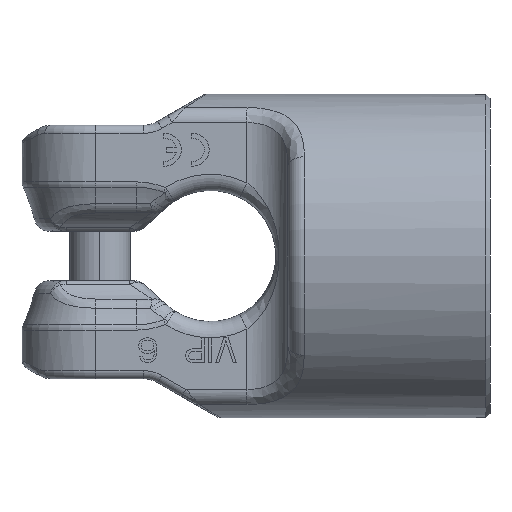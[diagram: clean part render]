
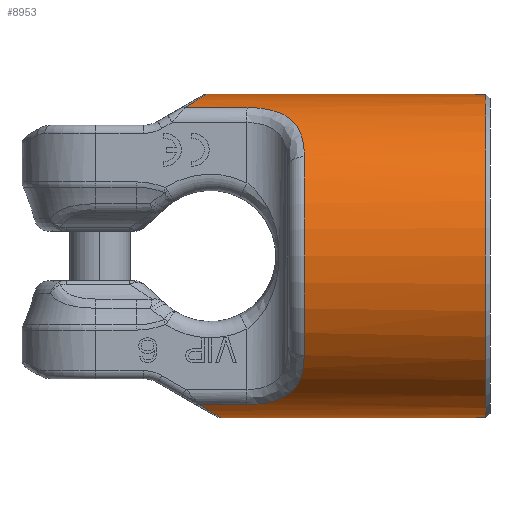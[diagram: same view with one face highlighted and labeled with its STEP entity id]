
A CAD part, front view. The second image highlights one B-rep face of the part: STEP entity #8953.
In plain terms, the highlighted cylindrical face has radius 19.75 mm (diameter 39.5 mm), a partial arc.
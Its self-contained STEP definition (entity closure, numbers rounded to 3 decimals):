
#832=CARTESIAN_POINT('',(24.268,0.,
-19.75));
#840=DIRECTION('',(1.,0.,0.));
#841=VECTOR('',#840,32.432);
#842=CARTESIAN_POINT('',(24.268,0.,
-19.75));
#843=LINE('',#842,#841);
#1275=CARTESIAN_POINT('',(56.7,0.,0.));
#1276=DIRECTION('',(1.,0.,0.));
#1277=DIRECTION('',(0.,0.,1.));
#1278=AXIS2_PLACEMENT_3D('',#1275,#1276,#1277);
#1280=CARTESIAN_POINT('',(21.636,-7.789,
-18.149));
#1281=CARTESIAN_POINT('',(22.021,-7.243,
-18.384));
#1282=CARTESIAN_POINT('',(22.696,-6.15,
-18.794));
#1283=CARTESIAN_POINT('',(23.434,-4.545,
-19.243));
#1284=CARTESIAN_POINT('',(23.927,-2.989,
-19.543));
#1285=CARTESIAN_POINT('',(24.208,-1.481,
-19.713));
#1286=CARTESIAN_POINT('',(24.268,-0.489,
-19.75));
#1287=CARTESIAN_POINT('',(24.268,0.,
-19.75));
#1289=DIRECTION('',(-1.,0.,0.));
#1290=VECTOR('',#1289,5.864);
#1291=CARTESIAN_POINT('',(27.5,-7.789,
-18.149));
#1292=LINE('',#1291,#1290);
#1293=CARTESIAN_POINT('',(34.5,-15.577,-12.141));
#1294=CARTESIAN_POINT('',(34.5,-15.351,
-12.431));
#1295=CARTESIAN_POINT('',(34.483,-14.854,
-13.036));
#1296=CARTESIAN_POINT('',(34.365,-13.954,
-14.));
#1297=CARTESIAN_POINT('',(34.101,-12.89,
-14.99));
#1298=CARTESIAN_POINT('',(33.594,-11.658,
-15.967));
#1299=CARTESIAN_POINT('',(32.851,-10.491,
-16.749));
#1300=CARTESIAN_POINT('',(31.961,-9.524,
-17.311));
#1301=CARTESIAN_POINT('',(30.95,-8.756,
-17.708));
#1302=CARTESIAN_POINT('',(29.849,-8.199,
-17.97));
#1303=CARTESIAN_POINT('',(28.678,-7.862,
-18.118));
#1304=CARTESIAN_POINT('',(27.896,-7.789,
-18.149));
#1305=CARTESIAN_POINT('',(27.5,-7.789,
-18.149));
#1307=CARTESIAN_POINT('',(34.5,0.,0.));
#1308=DIRECTION('',(1.,0.,0.));
#1309=DIRECTION('',(0.,-0.789,0.615));
#1310=AXIS2_PLACEMENT_3D('',#1307,#1308,#1309);
#1312=CARTESIAN_POINT('',(27.5,-7.789,18.149));
#1313=CARTESIAN_POINT('',(27.895,-7.789,18.149));
#1314=CARTESIAN_POINT('',(28.678,-7.862,18.118));
#1315=CARTESIAN_POINT('',(29.848,-8.199,17.97));
#1316=CARTESIAN_POINT('',(30.948,-8.755,17.709));
#1317=CARTESIAN_POINT('',(31.96,-9.522,17.312));
#1318=CARTESIAN_POINT('',(32.849,-10.488,16.751));
#1319=CARTESIAN_POINT('',(33.592,-11.654,15.969));
#1320=CARTESIAN_POINT('',(34.101,-12.887,14.993));
#1321=CARTESIAN_POINT('',(34.365,-13.952,14.001));
#1322=CARTESIAN_POINT('',(34.483,-14.854,13.036));
#1323=CARTESIAN_POINT('',(34.5,-15.351,12.431));
#1324=CARTESIAN_POINT('',(34.5,-15.577,12.141));
#1326=DIRECTION('',(1.,0.,0.));
#1327=VECTOR('',#1326,7.562);
#1328=CARTESIAN_POINT('',(19.938,-7.789,18.149));
#1329=LINE('',#1328,#1327);
#1330=CARTESIAN_POINT('',(22.571,0.,
19.75));
#1331=CARTESIAN_POINT('',(22.571,-0.494,
19.75));
#1332=CARTESIAN_POINT('',(22.509,-1.493,19.713));
#1333=CARTESIAN_POINT('',(22.226,-3.005,19.54));
#1334=CARTESIAN_POINT('',(21.731,-4.558,19.24));
#1335=CARTESIAN_POINT('',(20.995,-6.157,18.792));
#1336=CARTESIAN_POINT('',(20.322,-7.245,18.383));
#1337=CARTESIAN_POINT('',(19.938,-7.789,18.149));
#1339=DIRECTION('',(1.,0.,0.));
#1340=VECTOR('',#1339,34.129);
#1341=CARTESIAN_POINT('',(22.571,0.,
19.75));
#1342=LINE('',#1341,#1340);
#3149=CARTESIAN_POINT('',(21.636,-7.789,
-18.149));
#6287=VERTEX_POINT('',#1293);
#6288=VERTEX_POINT('',#1305);
#6299=VERTEX_POINT('',#1312);
#6300=VERTEX_POINT('',#1324);
#6703=VERTEX_POINT('',#832);
#6718=VERTEX_POINT('',#3149);
#6721=VERTEX_POINT('',#1330);
#6722=VERTEX_POINT('',#1337);
#7580=CARTESIAN_POINT('',(56.7,0.,-19.75));
#7581=CARTESIAN_POINT('',(56.7,0.,19.75));
#7582=VERTEX_POINT('',#7580);
#7583=VERTEX_POINT('',#7581);
#8929=CARTESIAN_POINT('',(0.,0.,0.));
#8930=DIRECTION('',(1.,0.,0.));
#8931=DIRECTION('',(0.,0.,-1.));
#8932=AXIS2_PLACEMENT_3D('',#8929,#8930,#8931);
#8933=CYLINDRICAL_SURFACE('',#8932,19.75);
#8934=ORIENTED_EDGE('',*,*,#7604,.T.);
#8935=ORIENTED_EDGE('',*,*,#7646,.F.);
#8937=ORIENTED_EDGE('',*,*,#8936,.F.);
#8939=ORIENTED_EDGE('',*,*,#8938,.F.);
#8941=ORIENTED_EDGE('',*,*,#8940,.F.);
#8943=ORIENTED_EDGE('',*,*,#8942,.F.);
#8945=ORIENTED_EDGE('',*,*,#8944,.F.);
#8947=ORIENTED_EDGE('',*,*,#8946,.F.);
#8949=ORIENTED_EDGE('',*,*,#8948,.F.);
#8950=ORIENTED_EDGE('',*,*,#7630,.T.);
#8951=EDGE_LOOP('',(#8934,#8935,#8937,#8939,#8941,#8943,#8945,#8947,#8949,
#8950));
#8952=FACE_OUTER_BOUND('',#8951,.F.);
#8953=ADVANCED_FACE('',(#8952),#8933,.T.);
#1279=CIRCLE('',#1278,19.75);
#1288=B_SPLINE_CURVE_WITH_KNOTS('',3,(#1280,#1281,#1282,#1283,#1284,#1285,#1286,
#1287),.UNSPECIFIED.,.F.,.F.,(4,1,1,1,1,4),(0.,0.2,0.4,0.6,0.8,1.),
.UNSPECIFIED.);
#1306=B_SPLINE_CURVE_WITH_KNOTS('',3,(#1293,#1294,#1295,#1296,#1297,#1298,#1299,
#1300,#1301,#1302,#1303,#1304,#1305),.UNSPECIFIED.,.F.,.F.,(4,1,1,1,1,1,1,1,1,1,
4),(0.,0.1,0.2,0.3,0.4,0.5,0.6,0.7,0.8,0.9,1.),
.UNSPECIFIED.);
#1311=CIRCLE('',#1310,19.75);
#1325=B_SPLINE_CURVE_WITH_KNOTS('',3,(#1312,#1313,#1314,#1315,#1316,#1317,#1318,
#1319,#1320,#1321,#1322,#1323,#1324),.UNSPECIFIED.,.F.,.F.,(4,1,1,1,1,1,1,1,1,1,
4),(0.,0.1,0.2,0.3,0.4,0.5,0.6,0.7,0.8,0.9,1.),
.UNSPECIFIED.);
#1338=B_SPLINE_CURVE_WITH_KNOTS('',3,(#1330,#1331,#1332,#1333,#1334,#1335,#1336,
#1337),.UNSPECIFIED.,.F.,.F.,(4,1,1,1,1,4),(0.,0.2,0.4,0.6,0.8,1.),
.UNSPECIFIED.);
#7604=EDGE_CURVE('',#7583,#7582,#1279,.T.);
#7630=EDGE_CURVE('',#6721,#7583,#1342,.T.);
#7646=EDGE_CURVE('',#6703,#7582,#843,.T.);
#8936=EDGE_CURVE('',#6718,#6703,#1288,.T.);
#8938=EDGE_CURVE('',#6288,#6718,#1292,.T.);
#8940=EDGE_CURVE('',#6287,#6288,#1306,.T.);
#8942=EDGE_CURVE('',#6300,#6287,#1311,.T.);
#8944=EDGE_CURVE('',#6299,#6300,#1325,.T.);
#8946=EDGE_CURVE('',#6722,#6299,#1329,.T.);
#8948=EDGE_CURVE('',#6721,#6722,#1338,.T.);
